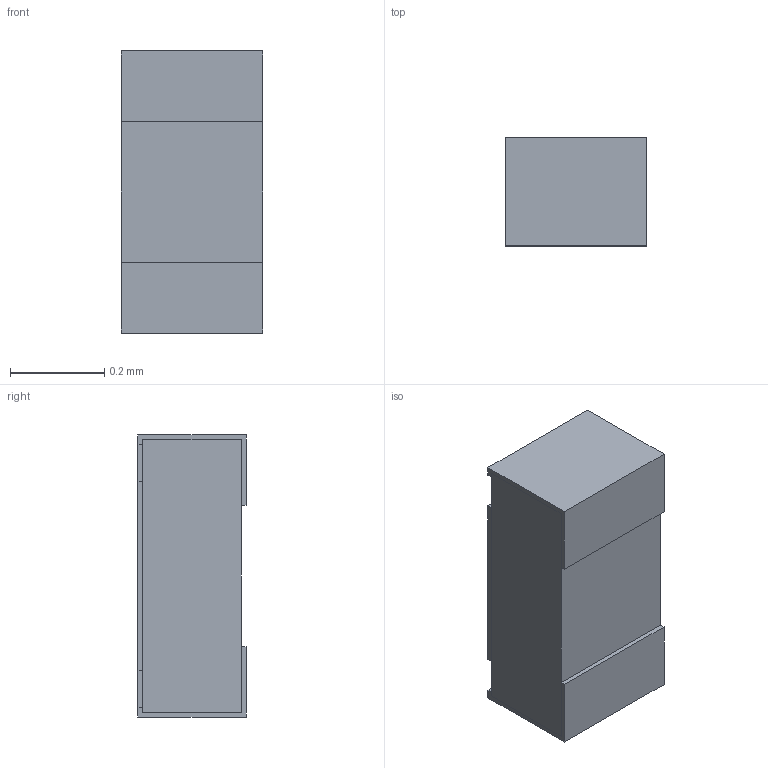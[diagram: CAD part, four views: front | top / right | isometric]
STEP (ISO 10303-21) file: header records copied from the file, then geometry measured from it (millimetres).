
FILE_DESCRIPTION (( 'STEP AP214' ), '1' );
FILE_NAME ('5E092DC4-82B5-4323-BC8C-8C8D83EE50AA.STEP', '2025-05-07T03:53:36', ( '' ), ( '' ), 'SwSTEP 2.0', 'SolidWorks 2022', '' );
FILE_SCHEMA (( 'AUTOMOTIVE_DESIGN' ));
Length unit declared in the file: millimetre
Products named in the file (1): 5E092DC4-82B5-4323-BC8C-8C8D83EE50AA
Bounding box: 0.3 x 0.23 x 0.6 mm (x, y, z)
Volume: 0 mm3; surface area: 1.5 mm2
Topology: 4 solids, 4 shells, 86 faces, 216 edges, 144 vertices
Faces by surface type: plane 55, bspline 31
Entity records: 4841 total; most frequent: CARTESIAN_POINT 2462, ORIENTED_EDGE 432, DIRECTION 266, EDGE_CURVE 216, LINE 154, VECTOR 154, VERTEX_POINT 144, EDGE_LOOP 92
